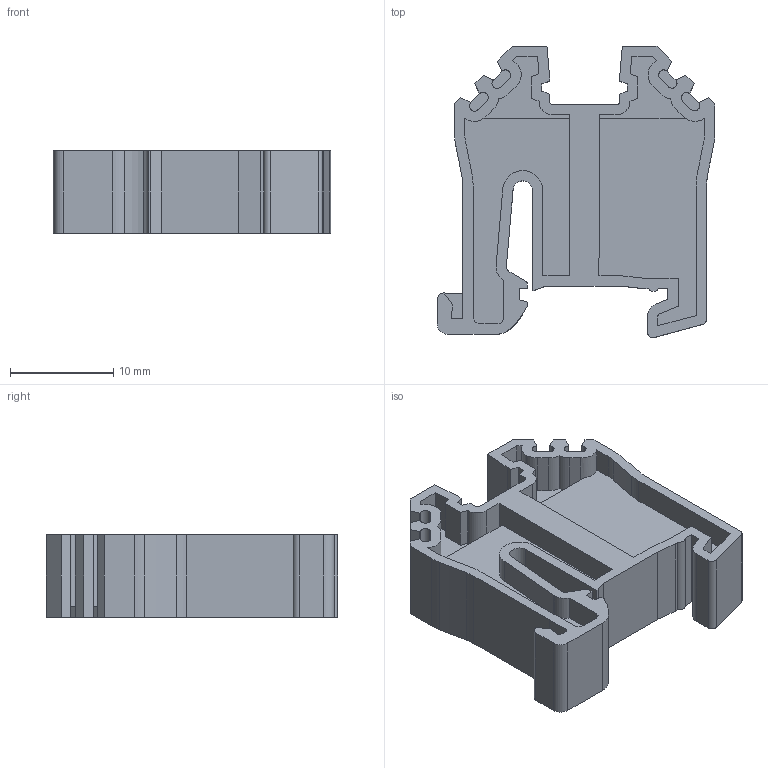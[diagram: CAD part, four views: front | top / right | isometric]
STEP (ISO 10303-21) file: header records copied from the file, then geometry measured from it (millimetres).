
FILE_DESCRIPTION (( 'STEP AP214' ), '1' );
FILE_NAME ('KN-EB5.step', '2015-05-04T11:25:12', ( '' ), ( '' ), 'SwSTEP 2.0', 'SolidWorks 2014', '' );
FILE_SCHEMA (( 'AUTOMOTIVE_DESIGN' ));
Length unit declared in the file: millimetre
Products named in the file (1): KN-EB5
Bounding box: 26.87 x 28.21 x 8 mm (x, y, z)
Volume: 2555.8 mm3; surface area: 3347.6 mm2
Topology: 1 solids, 1 shells, 262 faces, 759 edges, 503 vertices
Faces by surface type: plane 181, cylinder 80, bspline 1
Entity records: 8641 total; most frequent: CARTESIAN_POINT 1544, ORIENTED_EDGE 1518, DIRECTION 1447, EDGE_CURVE 759, VECTOR 587, LINE 587, VERTEX_POINT 503, AXIS2_PLACEMENT_3D 430
